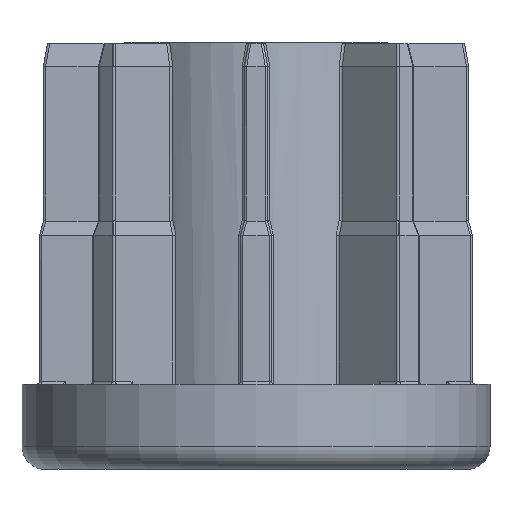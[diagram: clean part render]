
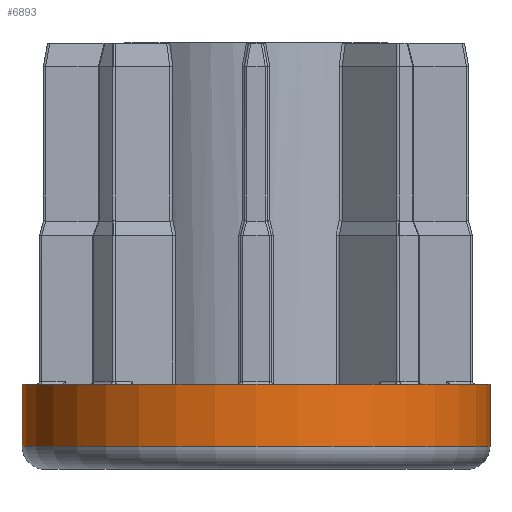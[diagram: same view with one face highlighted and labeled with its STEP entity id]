
A CAD part, front view. The second image highlights one B-rep face of the part: STEP entity #6893.
In plain terms, the highlighted cylindrical face has radius 30.15 mm (diameter 60.3 mm), a partial arc.
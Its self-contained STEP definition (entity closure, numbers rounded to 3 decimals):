
#381 = CARTESIAN_POINT ( 'NONE',  ( -30.15, 0., 11. ) ) ;
#760 = ORIENTED_EDGE ( 'NONE', *, *, #11799, .T. ) ;
#1282 = VERTEX_POINT ( 'NONE', #9275 ) ;
#1670 = CARTESIAN_POINT ( 'NONE',  ( 30.15, 0., 11. ) ) ;
#2072 = EDGE_CURVE ( 'NONE', #1282, #6675, #11704, .T. ) ;
#2128 = ORIENTED_EDGE ( 'NONE', *, *, #11771, .F. ) ;
#2283 = FACE_OUTER_BOUND ( 'NONE', #5896, .T. ) ;
#2571 = VECTOR ( 'NONE', #10611, 1000. ) ;
#2874 = CARTESIAN_POINT ( 'NONE',  ( 0., 0., 3. ) ) ;
#2976 = EDGE_CURVE ( 'NONE', #8280, #6307, #10443, .T. ) ;
#3575 = DIRECTION ( 'NONE',  ( 0., 0., -1. ) ) ;
#3973 = DIRECTION ( 'NONE',  ( 1., 0., 0. ) ) ;
#4306 = ORIENTED_EDGE ( 'NONE', *, *, #2072, .T. ) ;
#5441 = CARTESIAN_POINT ( 'NONE',  ( 0., 0., 11. ) ) ;
#5643 = AXIS2_PLACEMENT_3D ( 'NONE', #6239, #11177, #12174 ) ;
#5775 = CARTESIAN_POINT ( 'NONE',  ( 30.15, 0., 3. ) ) ;
#5896 = EDGE_LOOP ( 'NONE', ( #2128, #12989, #760, #4306 ) ) ;
#6239 = CARTESIAN_POINT ( 'NONE',  ( 0., 0., 11. ) ) ;
#6307 = VERTEX_POINT ( 'NONE', #1670 ) ;
#6450 = DIRECTION ( 'NONE',  ( 1., 0., 0. ) ) ;
#6675 = VERTEX_POINT ( 'NONE', #5775 ) ;
#6893 = ADVANCED_FACE ( 'NONE', ( #2283 ), #7159, .T. ) ;
#7159 = CYLINDRICAL_SURFACE ( 'NONE', #5643, 30.15 ) ;
#7740 = LINE ( 'NONE', #381, #2571 ) ;
#8051 = VECTOR ( 'NONE', #3575, 1000. ) ;
#8280 = VERTEX_POINT ( 'NONE', #12382 ) ;
#9275 = CARTESIAN_POINT ( 'NONE',  ( -30.15, 0., 3. ) ) ;
#9950 = DIRECTION ( 'NONE',  ( 0., 0., 1. ) ) ;
#10443 = CIRCLE ( 'NONE', #11780, 30.15 ) ;
#10611 = DIRECTION ( 'NONE',  ( 0., 0., -1. ) ) ;
#11177 = DIRECTION ( 'NONE',  ( 0., 0., -1. ) ) ;
#11704 = CIRCLE ( 'NONE', #12826, 30.15 ) ;
#11771 = EDGE_CURVE ( 'NONE', #6307, #6675, #13273, .T. ) ;
#11780 = AXIS2_PLACEMENT_3D ( 'NONE', #5441, #12344, #6450 ) ;
#11799 = EDGE_CURVE ( 'NONE', #8280, #1282, #7740, .T. ) ;
#12174 = DIRECTION ( 'NONE',  ( -1., 0., 0. ) ) ;
#12344 = DIRECTION ( 'NONE',  ( 0., 0., 1. ) ) ;
#12382 = CARTESIAN_POINT ( 'NONE',  ( -30.15, 0., 11. ) ) ;
#12516 = CARTESIAN_POINT ( 'NONE',  ( 30.15, 0., 11. ) ) ;
#12826 = AXIS2_PLACEMENT_3D ( 'NONE', #2874, #9950, #3973 ) ;
#12989 = ORIENTED_EDGE ( 'NONE', *, *, #2976, .F. ) ;
#13273 = LINE ( 'NONE', #12516, #8051 ) ;
